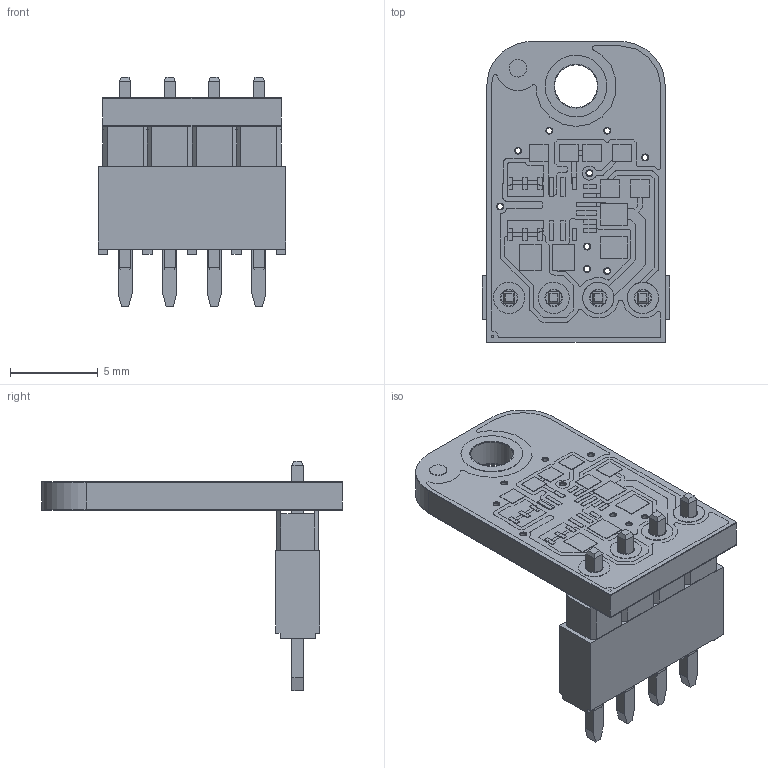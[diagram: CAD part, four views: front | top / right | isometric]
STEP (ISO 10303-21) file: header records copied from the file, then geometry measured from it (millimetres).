
FILE_DESCRIPTION(/* description */ (''),/* implementation_level */ '2;1');
FILE_NAME(/* name */ 'Adafruit MPM3610 v4.step',/* time_stamp */ '2023-06-30T15:20:32+10:00',/* author */ (''),/* organization */ (''),/* preprocessor_version */ 'ST-DEVELOPER v19.2',/* originating_system */ 'Autodesk Translation Framework v12.6.0.85',/* authorisation */ '');
FILE_SCHEMA (('AUTOMOTIVE_DESIGN { 1 0 10303 214 3 1 1 }'));
Length unit declared in the file: millimetre
Products named in the file (10): Adafruit MPM3610; Board; 1-copper; 16-copper; 1-soldermask; 16-soldermask; 4x_Male_Pin_2.54_mm; 1_Male_Pin_2.54_mm; 4-Pin Header - Female - 2.54mm; 4er Pin Header Female
Assembly tree (12 placements, depth 3):
  Adafruit MPM3610
    Board
    1-copper
    16-copper
    1-soldermask
    16-soldermask
    4x_Male_Pin_2.54_mm
      1_Male_Pin_2.54_mm  x4
    4-Pin Header - Female - 2.54mm
      4er Pin Header Female
Bounding box: 10.66 x 17.14 x 13.1 mm (x, y, z)
Volume: 451.8 mm3; surface area: 2477.6 mm2
Topology: 84 solids, 84 shells, 1477 faces, 3770 edges, 2492 vertices
Faces by surface type: plane 1301, cylinder 176
Full cylindrical faces by diameter (mm): 0.324 x27, 0.394 x36, 0.93 x20, 1 x16, 2.43 x5, 2.5 x4
Entity records: 42131 total; most frequent: CARTESIAN_POINT 7317, ORIENTED_EDGE 7108, DIRECTION 6712, EDGE_CURVE 3554, LINE 3202, VECTOR 3202, VERTEX_POINT 2360, AXIS2_PLACEMENT_3D 1755
